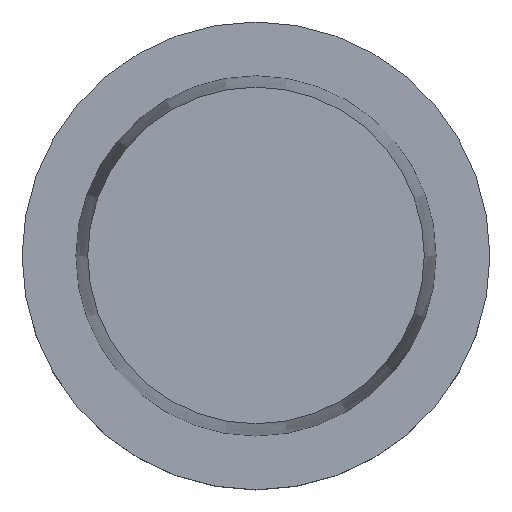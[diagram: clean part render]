
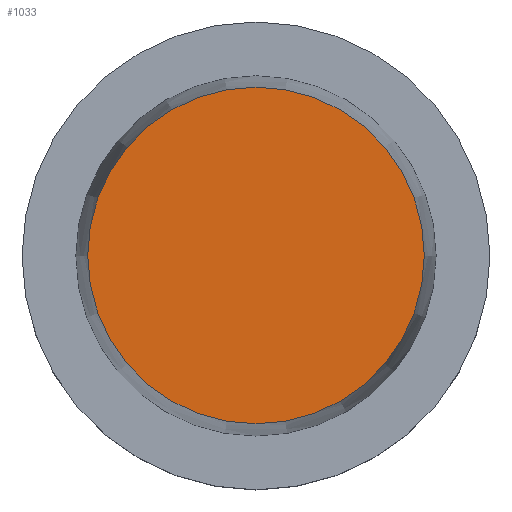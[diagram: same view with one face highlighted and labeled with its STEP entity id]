
A CAD part, top view. The second image highlights one B-rep face of the part: STEP entity #1033.
In plain terms, the highlighted planar face has unit normal (0, 0, 1).
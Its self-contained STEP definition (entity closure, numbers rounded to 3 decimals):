
#706=FACE_OUTER_BOUND('',#1547,.T.);
#845=PLANE('',#3603);
#1033=ADVANCED_FACE('CU_CO_N1_SU_3',(#706),#845,.F.);
#1547=EDGE_LOOP('',(#2123));
#2123=ORIENTED_EDGE('',*,*,#3026,.F.);
#2677=VERTEX_POINT('',#5329);
#3026=EDGE_CURVE('',#2677,#2677,#3300,.T.);
#3300=CIRCLE('',#3602,44.97);
#3602=AXIS2_PLACEMENT_3D('',#5328,#4286,#4287);
#3603=AXIS2_PLACEMENT_3D('',#5330,#4288,#4289);
#4286=DIRECTION('',(0.,0.,-1.));
#4287=DIRECTION('',(-1.,0.,0.));
#4288=DIRECTION('',(0.,0.,-1.));
#4289=DIRECTION('',(-1.,0.,0.));
#5328=CARTESIAN_POINT('',(0.,0.,63.));
#5329=CARTESIAN_POINT('',(-44.97,0.,63.));
#5330=CARTESIAN_POINT('',(0.,0.,63.));
